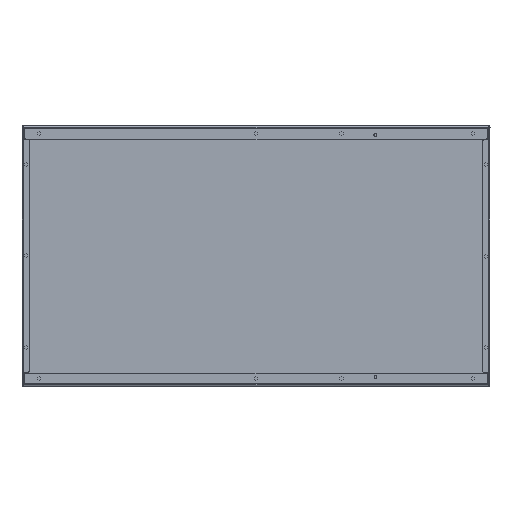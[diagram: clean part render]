
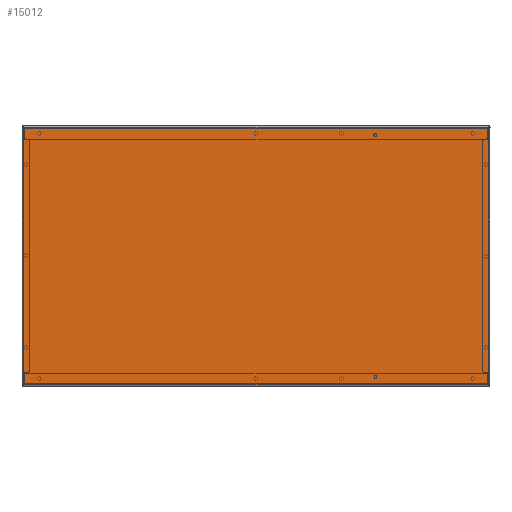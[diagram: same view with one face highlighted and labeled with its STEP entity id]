
A CAD part, left-side view. The second image highlights one B-rep face of the part: STEP entity #15012.
In plain terms, the highlighted face is planar.
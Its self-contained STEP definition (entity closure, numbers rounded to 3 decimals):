
#15012=ADVANCED_FACE('',(#31107),#31109,.T.);
#31107=FACE_BOUND('',#31108,.T.);
#31108=EDGE_LOOP('',(#40812,#40813,#40814,#40815,#40816,#40817,#40818,#40819));
#31109=PLANE('',#31110);
#31110=AXIS2_PLACEMENT_3D('',#31111,#31112,#31113);
#31111=CARTESIAN_POINT('',(681.229,2035.764,-1.));
#31112=DIRECTION('',(0.,0.,-1.));
#31113=DIRECTION('',(-1.,0.,0.));
#40812=ORIENTED_EDGE('',*,*,#45633,.F.);
#40813=ORIENTED_EDGE('',*,*,#45635,.T.);
#40814=ORIENTED_EDGE('',*,*,#45636,.F.);
#40815=ORIENTED_EDGE('',*,*,#45637,.F.);
#40816=ORIENTED_EDGE('',*,*,#45638,.F.);
#40817=ORIENTED_EDGE('',*,*,#45639,.F.);
#40818=ORIENTED_EDGE('',*,*,#45640,.F.);
#40819=ORIENTED_EDGE('',*,*,#45641,.T.);
#45633=EDGE_CURVE('',#52967,#52969,#52970,.T.);
#45635=EDGE_CURVE('',#52967,#52972,#52973,.T.);
#45636=EDGE_CURVE('',#52974,#52972,#52975,.T.);
#45637=EDGE_CURVE('',#52976,#52974,#52977,.T.);
#45638=EDGE_CURVE('',#52978,#52976,#52979,.T.);
#45639=EDGE_CURVE('',#52980,#52978,#52981,.T.);
#45640=EDGE_CURVE('',#52982,#52980,#52983,.T.);
#45641=EDGE_CURVE('',#52982,#52969,#52984,.T.);
#52967=VERTEX_POINT('',#74273);
#52969=VERTEX_POINT('',#74277);
#52970=CIRCLE('',#74278,2.);
#52972=VERTEX_POINT('',#74285);
#52973=LINE('',#74286,#74287);
#52974=VERTEX_POINT('',#74289);
#52975=CIRCLE('',#74290,2.);
#52976=VERTEX_POINT('',#74294);
#52977=LINE('',#74295,#74296);
#52978=VERTEX_POINT('',#74298);
#52979=CIRCLE('',#74299,2.);
#52980=VERTEX_POINT('',#74303);
#52981=LINE('',#74304,#74305);
#52982=VERTEX_POINT('',#74307);
#52983=CIRCLE('',#74308,2.);
#52984=LINE('',#74312,#74313);
#74273=CARTESIAN_POINT('',(1127.867,2034.09,-1.));
#74277=CARTESIAN_POINT('',(1127.669,2034.289,-1.));
#74278=AXIS2_PLACEMENT_3D('',#74279,#74280,#74281);
#74279=CARTESIAN_POINT('',(1129.179,2035.6,-1.));
#74280=DIRECTION('',(0.,0.,-1.));
#74281=DIRECTION('',(-0.656,-0.755,0.));
#74285=CARTESIAN_POINT('',(1127.867,1219.662,-1.));
#74286=CARTESIAN_POINT('',(1127.867,2034.09,-1.));
#74287=VECTOR('',#74288,1.);
#74288=DIRECTION('',(0.,-1.,0.));
#74289=CARTESIAN_POINT('',(1127.669,1219.464,-1.));
#74290=AXIS2_PLACEMENT_3D('',#74291,#74292,#74293);
#74291=CARTESIAN_POINT('',(1129.179,1218.152,-1.));
#74292=DIRECTION('',(0.,0.,-1.));
#74293=DIRECTION('',(-0.755,0.656,0.));
#74294=CARTESIAN_POINT('',(676.741,1219.464,-1.));
#74295=CARTESIAN_POINT('',(676.741,1219.464,-1.));
#74296=VECTOR('',#74297,1.);
#74297=DIRECTION('',(1.,0.,0.));
#74298=CARTESIAN_POINT('',(676.543,1219.662,-1.));
#74299=AXIS2_PLACEMENT_3D('',#74300,#74301,#74302);
#74300=CARTESIAN_POINT('',(675.231,1218.152,-1.));
#74301=DIRECTION('',(0.,0.,-1.));
#74302=DIRECTION('',(0.656,0.755,0.));
#74303=CARTESIAN_POINT('',(676.543,2034.09,-1.));
#74304=CARTESIAN_POINT('',(676.543,2034.09,-1.));
#74305=VECTOR('',#74306,1.);
#74306=DIRECTION('',(0.,-1.,0.));
#74307=CARTESIAN_POINT('',(676.741,2034.289,-1.));
#74308=AXIS2_PLACEMENT_3D('',#74309,#74310,#74311);
#74309=CARTESIAN_POINT('',(675.231,2035.6,-1.));
#74310=DIRECTION('',(0.,0.,-1.));
#74311=DIRECTION('',(0.755,-0.656,0.));
#74312=CARTESIAN_POINT('',(676.741,2034.289,-1.));
#74313=VECTOR('',#74314,1.);
#74314=DIRECTION('',(1.,0.,0.));
